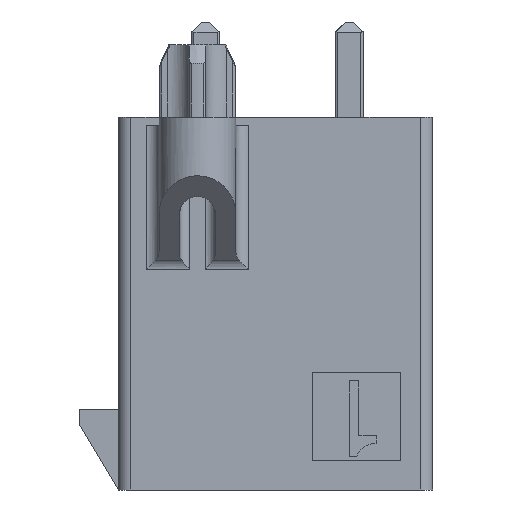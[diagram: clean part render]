
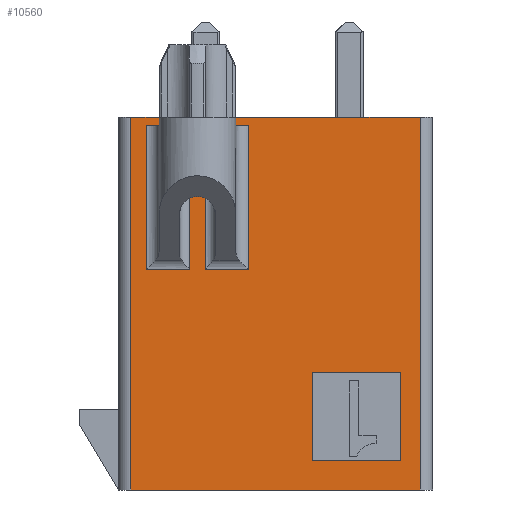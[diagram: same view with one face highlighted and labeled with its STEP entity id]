
A CAD part, left-side view. The second image highlights one B-rep face of the part: STEP entity #10560.
In plain terms, the highlighted planar face has unit normal (-1, 0, 0).
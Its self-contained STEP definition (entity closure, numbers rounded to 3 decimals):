
#101=DIRECTION('',(0.,-1.,0.));
#102=VECTOR('',#101,8.443);
#103=CARTESIAN_POINT('',(-41.664,6.024,12.673));
#104=LINE('',#103,#102);
#182=DIRECTION('',(0.,-1.,0.));
#183=VECTOR('',#182,2.241);
#184=CARTESIAN_POINT('',(-41.664,9.065,12.673));
#185=LINE('',#184,#183);
#736=DIRECTION('',(0.,-1.,0.));
#737=VECTOR('',#736,11.484);
#738=CARTESIAN_POINT('',(-41.664,9.065,-2.127));
#739=LINE('',#738,#737);
#756=DIRECTION('',(0.,0.,-1.));
#757=VECTOR('',#756,5.721);
#758=CARTESIAN_POINT('',(-41.664,8.449,12.343));
#759=LINE('',#758,#757);
#772=DIRECTION('',(0.,1.,0.));
#773=VECTOR('',#772,1.625);
#774=CARTESIAN_POINT('',(-41.664,6.824,12.343));
#775=LINE('',#774,#773);
#795=DIRECTION('',(0.,0.,-1.));
#796=VECTOR('',#795,0.33);
#797=CARTESIAN_POINT('',(-41.664,6.824,12.673));
#798=LINE('',#797,#796);
#1324=DIRECTION('',(0.,1.,0.));
#1325=VECTOR('',#1324,1.625);
#1326=CARTESIAN_POINT('',(-41.664,4.399,12.343));
#1327=LINE('',#1326,#1325);
#1347=DIRECTION('',(0.,0.,1.));
#1348=VECTOR('',#1347,0.33);
#1349=CARTESIAN_POINT('',(-41.664,6.024,12.343));
#1350=LINE('',#1349,#1348);
#1363=DIRECTION('',(0.,0.,1.));
#1364=VECTOR('',#1363,5.721);
#1365=CARTESIAN_POINT('',(-41.664,4.399,6.622));
#1366=LINE('',#1365,#1364);
#1380=CARTESIAN_POINT('',(-41.664,4.399,6.622));
#1387=DIRECTION('',(0.,-1.,0.));
#1388=VECTOR('',#1387,1.722);
#1389=CARTESIAN_POINT('',(-41.664,6.121,6.622));
#1390=LINE('',#1389,#1388);
#1421=DIRECTION('',(0.,0.,-1.));
#1422=VECTOR('',#1421,4.991);
#1423=CARTESIAN_POINT('',(-41.664,6.121,11.613));
#1424=LINE('',#1423,#1422);
#1439=DIRECTION('',(0.,-1.,0.));
#1440=VECTOR('',#1439,0.605);
#1441=CARTESIAN_POINT('',(-41.664,6.726,11.613));
#1442=LINE('',#1441,#1440);
#1480=DIRECTION('',(0.,0.,1.));
#1481=VECTOR('',#1480,4.991);
#1482=CARTESIAN_POINT('',(-41.664,6.726,6.622));
#1483=LINE('',#1482,#1481);
#1500=DIRECTION('',(0.,-1.,0.));
#1501=VECTOR('',#1500,1.722);
#1502=CARTESIAN_POINT('',(-41.664,8.449,6.622));
#1503=LINE('',#1502,#1501);
#1508=DIRECTION('',(0.,0.,-1.));
#1509=VECTOR('',#1508,14.8);
#1510=CARTESIAN_POINT('',(-41.664,-2.419,12.673));
#1511=LINE('',#1510,#1509);
#1532=DIRECTION('',(0.,0.,1.));
#1533=VECTOR('',#1532,14.8);
#1534=CARTESIAN_POINT('',(-41.664,9.065,-2.127));
#1535=LINE('',#1534,#1533);
#2348=DIRECTION('',(0.,0.,1.));
#2349=VECTOR('',#2348,3.5);
#2350=CARTESIAN_POINT('',(-41.664,-1.647,
-0.967));
#2351=LINE('',#2350,#2349);
#2356=DIRECTION('',(0.,-1.,0.));
#2357=VECTOR('',#2356,3.5);
#2358=CARTESIAN_POINT('',(-41.664,1.853,
-0.967));
#2359=LINE('',#2358,#2357);
#2364=DIRECTION('',(0.,0.,-1.));
#2365=VECTOR('',#2364,3.5);
#2366=CARTESIAN_POINT('',(-41.664,1.853,2.533));
#2367=LINE('',#2366,#2365);
#2372=DIRECTION('',(0.,1.,0.));
#2373=VECTOR('',#2372,3.5);
#2374=CARTESIAN_POINT('',(-41.664,-1.647,2.533));
#2375=LINE('',#2374,#2373);
#7969=CARTESIAN_POINT('',(-41.664,6.824,12.673));
#7970=VERTEX_POINT('',#7969);
#7971=CARTESIAN_POINT('',(-41.664,6.824,12.343));
#7972=VERTEX_POINT('',#7971);
#8222=CARTESIAN_POINT('',(-41.664,6.024,12.673));
#8224=VERTEX_POINT('',#8222);
#8256=CARTESIAN_POINT('',(-41.664,9.065,12.673));
#8257=VERTEX_POINT('',#8256);
#8320=CARTESIAN_POINT('',(-41.664,-2.419,12.673));
#8321=VERTEX_POINT('',#8320);
#8340=VERTEX_POINT('',#1380);
#8341=CARTESIAN_POINT('',(-41.664,6.121,6.622));
#8342=VERTEX_POINT('',#8341);
#8422=CARTESIAN_POINT('',(-41.664,9.065,-2.127));
#8424=VERTEX_POINT('',#8422);
#8627=CARTESIAN_POINT('',(-41.664,8.449,12.343));
#8628=VERTEX_POINT('',#8627);
#8656=CARTESIAN_POINT('',(-41.664,1.853,
-0.967));
#8658=VERTEX_POINT('',#8656);
#8661=CARTESIAN_POINT('',(-41.664,-1.647,
-0.967));
#8662=VERTEX_POINT('',#8661);
#8920=CARTESIAN_POINT('',(-41.664,1.853,2.533));
#8921=VERTEX_POINT('',#8920);
#8995=CARTESIAN_POINT('',(-41.664,-1.647,2.533));
#8996=VERTEX_POINT('',#8995);
#9192=CARTESIAN_POINT('',(-41.664,-2.419,-2.127));
#9193=VERTEX_POINT('',#9192);
#9326=CARTESIAN_POINT('',(-41.664,8.449,6.622));
#9327=CARTESIAN_POINT('',(-41.664,6.726,6.622));
#9328=VERTEX_POINT('',#9326);
#9329=VERTEX_POINT('',#9327);
#9330=CARTESIAN_POINT('',(-41.664,6.726,11.613));
#9331=VERTEX_POINT('',#9330);
#9332=CARTESIAN_POINT('',(-41.664,6.121,11.613));
#9333=VERTEX_POINT('',#9332);
#9334=CARTESIAN_POINT('',(-41.664,4.399,12.343));
#9335=VERTEX_POINT('',#9334);
#9336=CARTESIAN_POINT('',(-41.664,6.024,12.343));
#9337=VERTEX_POINT('',#9336);
#10514=CARTESIAN_POINT('',(-41.664,-2.416,-17.351));
#10515=DIRECTION('',(1.,0.,0.));
#10516=DIRECTION('',(0.,1.,0.));
#10517=AXIS2_PLACEMENT_3D('',#10514,#10515,#10516);
#10518=PLANE('',#10517);
#10520=ORIENTED_EDGE('',*,*,#10519,.T.);
#10522=ORIENTED_EDGE('',*,*,#10521,.T.);
#10524=ORIENTED_EDGE('',*,*,#10523,.T.);
#10526=ORIENTED_EDGE('',*,*,#10525,.T.);
#10528=ORIENTED_EDGE('',*,*,#10527,.T.);
#10530=ORIENTED_EDGE('',*,*,#10529,.T.);
#10532=ORIENTED_EDGE('',*,*,#10531,.T.);
#10534=ORIENTED_EDGE('',*,*,#10533,.T.);
#10536=ORIENTED_EDGE('',*,*,#10535,.T.);
#10537=ORIENTED_EDGE('',*,*,#10183,.T.);
#10539=ORIENTED_EDGE('',*,*,#10538,.T.);
#10540=ORIENTED_EDGE('',*,*,#9987,.F.);
#10542=ORIENTED_EDGE('',*,*,#10541,.T.);
#10543=ORIENTED_EDGE('',*,*,#10231,.T.);
#10545=ORIENTED_EDGE('',*,*,#10544,.T.);
#10547=ORIENTED_EDGE('',*,*,#10546,.T.);
#10548=EDGE_LOOP('',(#10520,#10522,#10524,#10526,#10528,#10530,#10532,#10534,
#10536,#10537,#10539,#10540,#10542,#10543,#10545,#10547));
#10549=FACE_OUTER_BOUND('',#10548,.F.);
#10551=ORIENTED_EDGE('',*,*,#10550,.T.);
#10553=ORIENTED_EDGE('',*,*,#10552,.T.);
#10555=ORIENTED_EDGE('',*,*,#10554,.T.);
#10557=ORIENTED_EDGE('',*,*,#10556,.T.);
#10558=EDGE_LOOP('',(#10551,#10553,#10555,#10557));
#10559=FACE_BOUND('',#10558,.F.);
#10560=ADVANCED_FACE('',(#10549,#10559),#10518,.F.);
#9987=EDGE_CURVE('',#8424,#9193,#739,.T.);
#10183=EDGE_CURVE('',#8224,#8321,#104,.T.);
#10231=EDGE_CURVE('',#8257,#7970,#185,.T.);
#10519=EDGE_CURVE('',#8628,#9328,#759,.T.);
#10521=EDGE_CURVE('',#9328,#9329,#1503,.T.);
#10523=EDGE_CURVE('',#9329,#9331,#1483,.T.);
#10525=EDGE_CURVE('',#9331,#9333,#1442,.T.);
#10527=EDGE_CURVE('',#9333,#8342,#1424,.T.);
#10529=EDGE_CURVE('',#8342,#8340,#1390,.T.);
#10531=EDGE_CURVE('',#8340,#9335,#1366,.T.);
#10533=EDGE_CURVE('',#9335,#9337,#1327,.T.);
#10535=EDGE_CURVE('',#9337,#8224,#1350,.T.);
#10538=EDGE_CURVE('',#8321,#9193,#1511,.T.);
#10541=EDGE_CURVE('',#8424,#8257,#1535,.T.);
#10544=EDGE_CURVE('',#7970,#7972,#798,.T.);
#10546=EDGE_CURVE('',#7972,#8628,#775,.T.);
#10550=EDGE_CURVE('',#8662,#8996,#2351,.T.);
#10552=EDGE_CURVE('',#8996,#8921,#2375,.T.);
#10554=EDGE_CURVE('',#8921,#8658,#2367,.T.);
#10556=EDGE_CURVE('',#8658,#8662,#2359,.T.);
